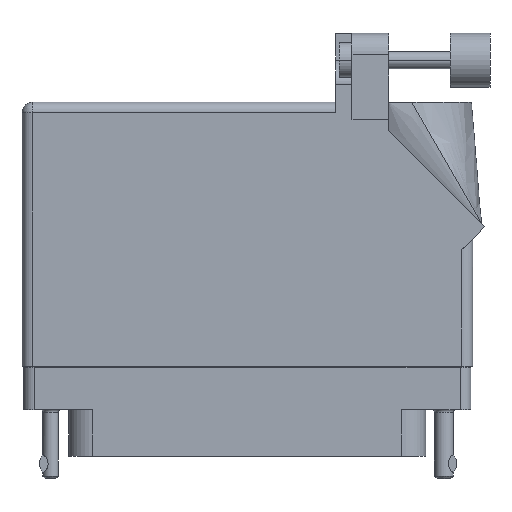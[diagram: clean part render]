
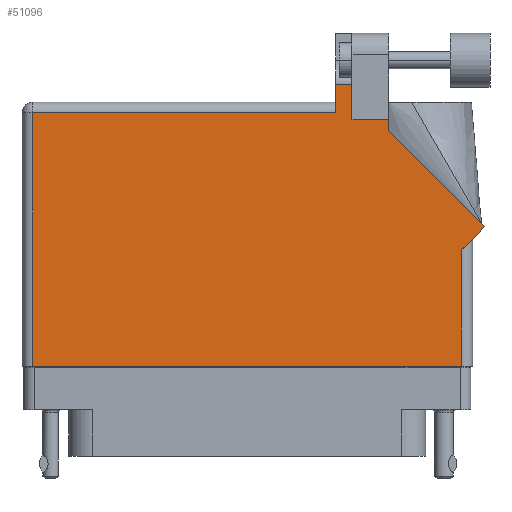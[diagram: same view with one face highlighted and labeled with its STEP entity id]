
A CAD part, front view. The second image highlights one B-rep face of the part: STEP entity #51096.
In plain terms, the highlighted face is planar.
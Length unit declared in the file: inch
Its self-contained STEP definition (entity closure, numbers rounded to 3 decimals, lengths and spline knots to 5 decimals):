
#263 = DIRECTION ( 'NONE',  ( -0.707, 0.707, 0. ) ) ;
#1699 = ORIENTED_EDGE ( 'NONE', *, *, #44435, .T. ) ;
#2451 = EDGE_CURVE ( 'NONE', #18009, #59573, #14971, .T. ) ;
#3384 = ORIENTED_EDGE ( 'NONE', *, *, #13535, .T. ) ;
#3469 = VECTOR ( 'NONE', #46199, 39.37008 ) ;
#3591 = LINE ( 'NONE', #20946, #5782 ) ;
#4637 = ORIENTED_EDGE ( 'NONE', *, *, #52934, .T. ) ;
#5411 = CARTESIAN_POINT ( 'NONE',  ( 0.513, 1.5315, 0.455 ) ) ;
#5782 = VECTOR ( 'NONE', #12010, 39.37008 ) ;
#5983 = VERTEX_POINT ( 'NONE', #20515 ) ;
#6187 = VECTOR ( 'NONE', #55163, 39.37008 ) ;
#6514 = CARTESIAN_POINT ( 'NONE',  ( 0.513, 1.43, 0.455 ) ) ;
#7590 = EDGE_CURVE ( 'NONE', #10075, #29125, #11426, .T. ) ;
#10075 = VERTEX_POINT ( 'NONE', #42220 ) ;
#10763 = VERTEX_POINT ( 'NONE', #31651 ) ;
#11426 = LINE ( 'NONE', #41596, #27819 ) ;
#11617 = DIRECTION ( 'NONE',  ( -1., 0., 0. ) ) ;
#12010 = DIRECTION ( 'NONE',  ( -1., 0., 0. ) ) ;
#12149 = VECTOR ( 'NONE', #15528, 39.37008 ) ;
#13535 = EDGE_CURVE ( 'NONE', #35261, #54352, #18085, .T. ) ;
#14416 = CARTESIAN_POINT ( 'NONE',  ( 0.607, 1.33, 0.455 ) ) ;
#14971 = LINE ( 'NONE', #54551, #6187 ) ;
#15528 = DIRECTION ( 'NONE',  ( 0., -1., 0. ) ) ;
#16158 = VECTOR ( 'NONE', #43231, 39.37008 ) ;
#16473 = CARTESIAN_POINT ( 'NONE',  ( -1.244, -0.1, 0.455 ) ) ;
#16622 = EDGE_CURVE ( 'NONE', #54352, #38553, #54735, .T. ) ;
#17963 = DIRECTION ( 'NONE',  ( 0., 0., -1. ) ) ;
#18009 = VERTEX_POINT ( 'NONE', #32122 ) ;
#18085 = LINE ( 'NONE', #6514, #12149 ) ;
#18149 = CARTESIAN_POINT ( 'NONE',  ( 1.244, 0.575, 0.455 ) ) ;
#20515 = CARTESIAN_POINT ( 'NONE',  ( 0.607, 1.33, 0.455 ) ) ;
#20716 = VECTOR ( 'NONE', #24972, 39.37008 ) ;
#20946 = CARTESIAN_POINT ( 'NONE',  ( 0.82, 1.33, 0.455 ) ) ;
#22183 = LINE ( 'NONE', #43978, #20716 ) ;
#22584 = ORIENTED_EDGE ( 'NONE', *, *, #7590, .T. ) ;
#23372 = CARTESIAN_POINT ( 'NONE',  ( -1.306, 1.43, 0.455 ) ) ;
#24230 = LINE ( 'NONE', #53951, #57710 ) ;
#24972 = DIRECTION ( 'NONE',  ( 0., 1., 0. ) ) ;
#25723 = VECTOR ( 'NONE', #11617, 39.37008 ) ;
#26091 = CARTESIAN_POINT ( 'NONE',  ( -1.244, 1.368, 0.455 ) ) ;
#26623 = CARTESIAN_POINT ( 'NONE',  ( -1.306, -0.1, 0.455 ) ) ;
#27415 = CARTESIAN_POINT ( 'NONE',  ( 0.82, 1.26442, 0.455 ) ) ;
#27448 = LINE ( 'NONE', #38380, #51285 ) ;
#27618 = DIRECTION ( 'NONE',  ( -1., 0., 0. ) ) ;
#27819 = VECTOR ( 'NONE', #263, 39.37008 ) ;
#28162 = CARTESIAN_POINT ( 'NONE',  ( -1.244, -0.1, 0.455 ) ) ;
#28550 = LINE ( 'NONE', #28162, #51612 ) ;
#28690 = ORIENTED_EDGE ( 'NONE', *, *, #2451, .T. ) ;
#29125 = VERTEX_POINT ( 'NONE', #27415 ) ;
#29659 = DIRECTION ( 'NONE',  ( -1., 0., 0. ) ) ;
#31008 = CARTESIAN_POINT ( 'NONE',  ( -1.306, 1.368, 0.455 ) ) ;
#31651 = CARTESIAN_POINT ( 'NONE',  ( 0.607, 1.5315, 0.455 ) ) ;
#32122 = CARTESIAN_POINT ( 'NONE',  ( 1.244, -0.1, 0.455 ) ) ;
#32582 = EDGE_CURVE ( 'NONE', #29125, #40057, #22183, .T. ) ;
#32594 = ORIENTED_EDGE ( 'NONE', *, *, #32582, .T. ) ;
#32896 = EDGE_CURVE ( 'NONE', #5983, #10763, #34304, .T. ) ;
#34304 = LINE ( 'NONE', #14416, #16158 ) ;
#35261 = VERTEX_POINT ( 'NONE', #5411 ) ;
#35733 = ORIENTED_EDGE ( 'NONE', *, *, #41568, .T. ) ;
#38380 = CARTESIAN_POINT ( 'NONE',  ( 1.306, 0.637, 0.455 ) ) ;
#38553 = VERTEX_POINT ( 'NONE', #26091 ) ;
#40057 = VERTEX_POINT ( 'NONE', #59136 ) ;
#41568 = EDGE_CURVE ( 'NONE', #40057, #5983, #3591, .T. ) ;
#41589 = ORIENTED_EDGE ( 'NONE', *, *, #44751, .T. ) ;
#41596 = CARTESIAN_POINT ( 'NONE',  ( 1.37671, 0.70771, 0.455 ) ) ;
#42145 = DIRECTION ( 'NONE',  ( 0., -1., 0. ) ) ;
#42220 = CARTESIAN_POINT ( 'NONE',  ( 1.37671, 0.70771, 0.455 ) ) ;
#42930 = CARTESIAN_POINT ( 'NONE',  ( 0.513, 1.368, 0.455 ) ) ;
#43231 = DIRECTION ( 'NONE',  ( 0., 1., 0. ) ) ;
#43978 = CARTESIAN_POINT ( 'NONE',  ( 0.82, 1.26442, 0.455 ) ) ;
#44435 = EDGE_CURVE ( 'NONE', #10763, #35261, #24230, .T. ) ;
#44751 = EDGE_CURVE ( 'NONE', #53619, #18009, #51046, .T. ) ;
#46199 = DIRECTION ( 'NONE',  ( 1., 0., 0. ) ) ;
#47182 = PLANE ( 'NONE',  #47419 ) ;
#47419 = AXIS2_PLACEMENT_3D ( 'NONE', #23372, #17963, #27618 ) ;
#50419 = ORIENTED_EDGE ( 'NONE', *, *, #32896, .T. ) ;
#51046 = LINE ( 'NONE', #26623, #3469 ) ;
#51096 = ADVANCED_FACE ( 'NONE', ( #59203 ), #47182, .F. ) ;
#51285 = VECTOR ( 'NONE', #57447, 39.37008 ) ;
#51612 = VECTOR ( 'NONE', #42145, 39.37008 ) ;
#52934 = EDGE_CURVE ( 'NONE', #59573, #10075, #27448, .T. ) ;
#53619 = VERTEX_POINT ( 'NONE', #16473 ) ;
#53951 = CARTESIAN_POINT ( 'NONE',  ( 0.93777, 1.5315, 0.455 ) ) ;
#54352 = VERTEX_POINT ( 'NONE', #42930 ) ;
#54551 = CARTESIAN_POINT ( 'NONE',  ( 1.244, 0.637, 0.455 ) ) ;
#54735 = LINE ( 'NONE', #31008, #25723 ) ;
#55163 = DIRECTION ( 'NONE',  ( 0., 1., 0. ) ) ;
#56496 = ORIENTED_EDGE ( 'NONE', *, *, #16622, .T. ) ;
#57447 = DIRECTION ( 'NONE',  ( 0.707, 0.707, 0. ) ) ;
#57599 = EDGE_LOOP ( 'NONE', ( #50419, #1699, #3384, #56496, #60160, #41589, #28690, #4637, #22584, #32594, #35733 ) ) ;
#57651 = EDGE_CURVE ( 'NONE', #38553, #53619, #28550, .T. ) ;
#57710 = VECTOR ( 'NONE', #29659, 39.37008 ) ;
#59136 = CARTESIAN_POINT ( 'NONE',  ( 0.82, 1.33, 0.455 ) ) ;
#59203 = FACE_OUTER_BOUND ( 'NONE', #57599, .T. ) ;
#59573 = VERTEX_POINT ( 'NONE', #18149 ) ;
#60160 = ORIENTED_EDGE ( 'NONE', *, *, #57651, .T. ) ;
